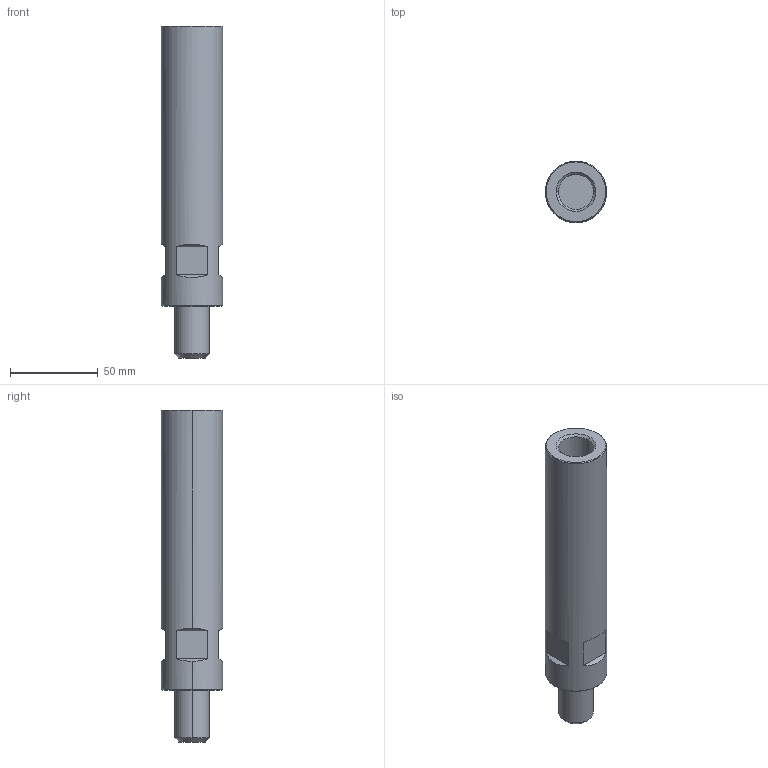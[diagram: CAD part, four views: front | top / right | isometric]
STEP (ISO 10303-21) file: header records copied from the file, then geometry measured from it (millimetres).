
FILE_DESCRIPTION (( 'STEP AP203' ), '1' );
FILE_NAME ('bj601-20160.STEP', '2021-10-24T23:55:52', ( '' ), ( '' ), 'SwSTEP 2.0', 'SolidWorks 2020', '' );
FILE_SCHEMA (( 'CONFIG_CONTROL_DESIGN' ));
Length unit declared in the file: millimetre
Products named in the file (1): bj601-20160
Bounding box: 35 x 35 x 189.5 mm (x, y, z)
Volume: 140492.3 mm3; surface area: 26090.1 mm2
Topology: 1 solids, 2 shells, 44 faces, 96 edges, 59 vertices
Faces by surface type: plane 24, cone 12, cylinder 8
Entity records: 1251 total; most frequent: CARTESIAN_POINT 234, DIRECTION 198, ORIENTED_EDGE 188, EDGE_CURVE 94, AXIS2_PLACEMENT_3D 71, VERTEX_POINT 59, LINE 56, VECTOR 56
